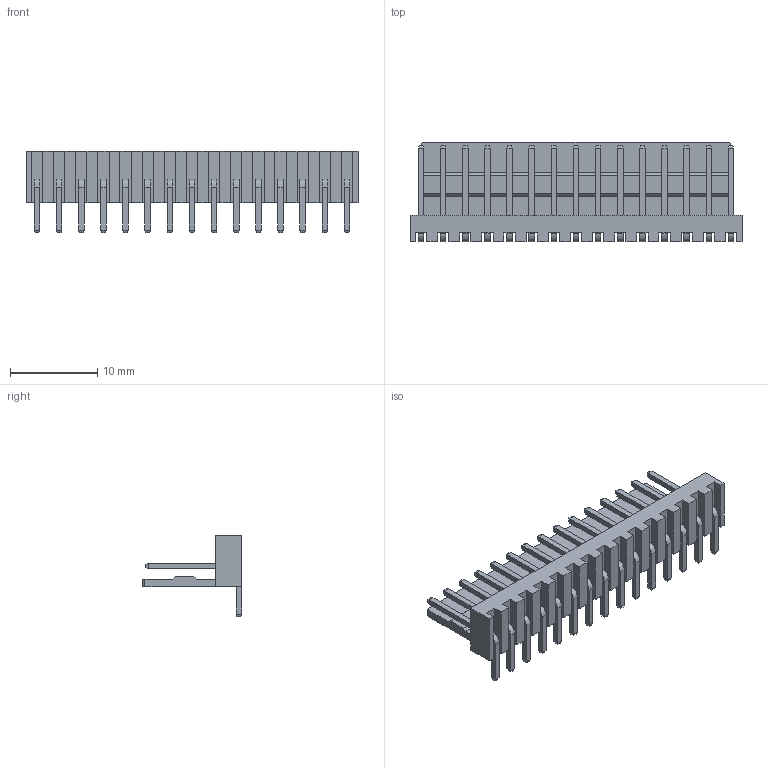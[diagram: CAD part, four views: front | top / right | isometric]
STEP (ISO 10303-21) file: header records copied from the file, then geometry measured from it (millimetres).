
FILE_DESCRIPTION(('STEP AP214'), '1');
FILE_NAME('DS1070 (WF-RB CONNFLY)', '2018-04-28T06:09:29', ('Egor'), (''), 'ASCON STEP Converter 1.3', 'ASCON Math Kernel', '');
FILE_SCHEMA(('AUTOMOTIVE_DESIGN { 1 0 10303 214 3 1 1}'));
Length unit declared in the file: millimetre
Bounding box: 38.1 x 11.4 x 9.3 mm (x, y, z)
Volume: 940.2 mm3; surface area: 2011.6 mm2
Topology: 1 solids, 1 shells, 406 faces, 1002 edges, 628 vertices
Faces by surface type: plane 374, cylinder 32
Entity records: 14942 total; most frequent: CARTESIAN_POINT 2037, ORIENTED_EDGE 2004, DIRECTION 1880, EDGE_CURVE 1002, LINE 938, VECTOR 938, VERTEX_POINT 628, AXIS2_PLACEMENT_3D 471
